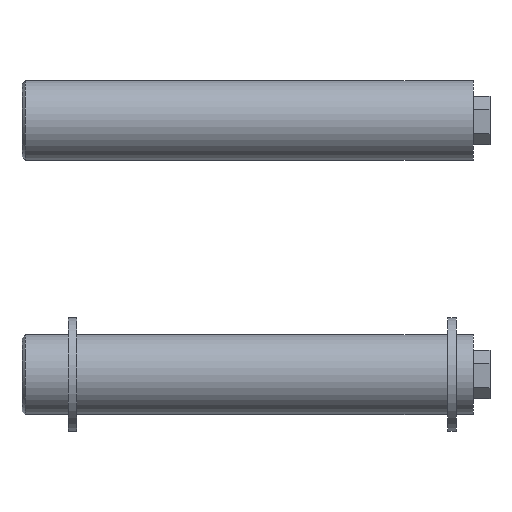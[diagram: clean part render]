
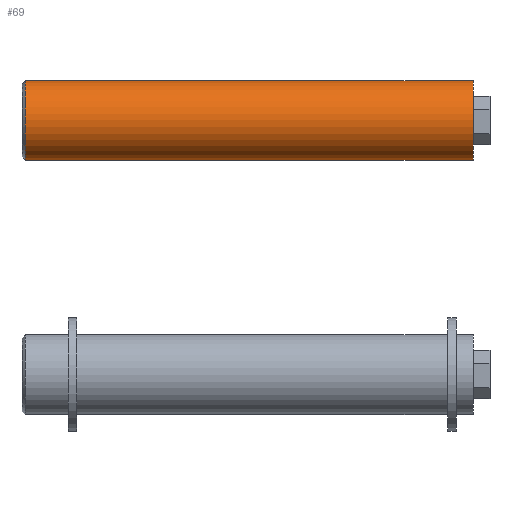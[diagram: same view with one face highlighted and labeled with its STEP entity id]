
A CAD part, front view. The second image highlights one B-rep face of the part: STEP entity #69.
In plain terms, the highlighted cylindrical face has radius 30 mm (diameter 60 mm), a full revolution.
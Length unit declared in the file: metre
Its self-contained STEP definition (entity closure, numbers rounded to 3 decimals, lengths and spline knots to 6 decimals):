
#69 = ADVANCED_FACE( '', ( #158, #159 ), #160, .T. );
#158 = FACE_OUTER_BOUND( '', #284, .T. );
#159 = FACE_OUTER_BOUND( '', #285, .T. );
#160 = CYLINDRICAL_SURFACE( '', #286, 0.03 );
#284 = EDGE_LOOP( '', ( #389 ) );
#285 = EDGE_LOOP( '', ( #390 ) );
#286 = AXIS2_PLACEMENT_3D( '', #391, #392, #393 );
#389 = ORIENTED_EDGE( '', *, *, #609, .T. );
#390 = ORIENTED_EDGE( '', *, *, #610, .F. );
#391 = CARTESIAN_POINT( '', ( -5.844821, 1.55526, 1.313745 ) );
#392 = DIRECTION( '', ( -1., 0., 0. ) );
#393 = DIRECTION( '', ( 0., 1., 0. ) );
#609 = EDGE_CURVE( '', #689, #689, #690, .F. );
#610 = EDGE_CURVE( '', #691, #691, #692, .T. );
#689 = VERTEX_POINT( '', #807 );
#690 = CIRCLE( '', #808, 0.03 );
#691 = VERTEX_POINT( '', #809 );
#692 = CIRCLE( '', #810, 0.03 );
#807 = CARTESIAN_POINT( '', ( -0.178211, 1.55526, 1.343745 ) );
#808 = AXIS2_PLACEMENT_3D( '', #960, #961, #962 );
#809 = CARTESIAN_POINT( '', ( 0.158526, 1.58526, 1.313745 ) );
#810 = AXIS2_PLACEMENT_3D( '', #963, #964, #965 );
#960 = CARTESIAN_POINT( '', ( -0.178211, 1.55526, 1.313745 ) );
#961 = DIRECTION( '', ( -1., 0., 0. ) );
#962 = DIRECTION( '', ( 0., 0., 1. ) );
#963 = CARTESIAN_POINT( '', ( 0.158526, 1.55526, 1.313745 ) );
#964 = DIRECTION( '', ( 1., 0., 0. ) );
#965 = DIRECTION( '', ( 0., 1., 0. ) );
